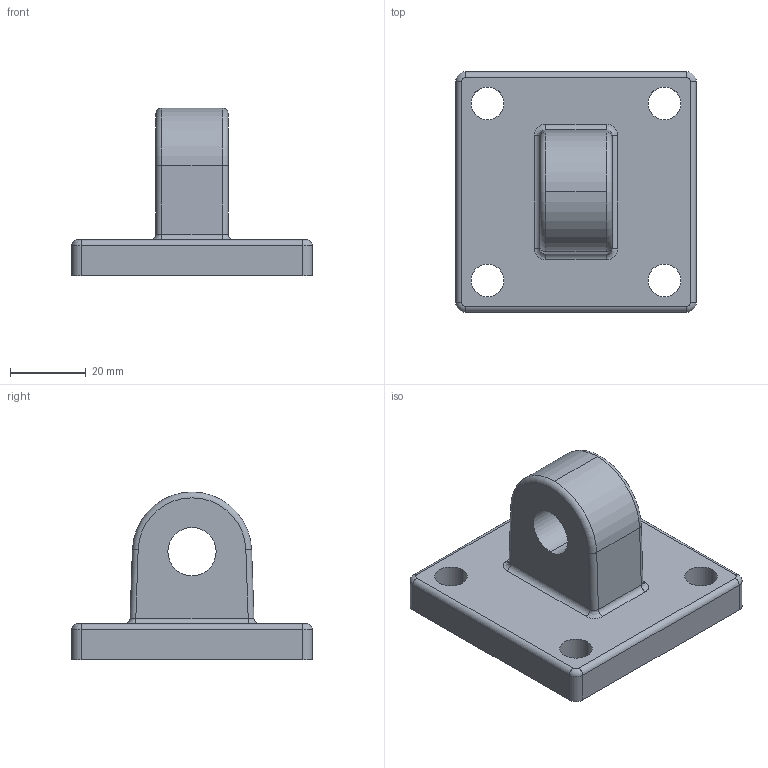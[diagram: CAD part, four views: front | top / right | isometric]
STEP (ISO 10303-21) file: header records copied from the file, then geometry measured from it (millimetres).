
FILE_DESCRIPTION (( 'STEP AP214' ), '1' );
FILE_NAME ('DPA-2.step', '2019-04-18T16:39:08', ( '' ), ( '' ), 'SwSTEP 2.0', 'SolidWorks 2018', '' );
FILE_SCHEMA (( 'AUTOMOTIVE_DESIGN' ));
Length unit declared in the file: inch
Products named in the file (1): DPA-2
Bounding box: 63.5 x 63.5 x 44.32 mm (x, y, z)
Volume: 52629.9 mm3; surface area: 14211.1 mm2
Topology: 1 solids, 1 shells, 48 faces, 115 edges, 70 vertices
Faces by surface type: cylinder 28, plane 10, torus 6, bspline 4
Entity records: 1557 total; most frequent: CARTESIAN_POINT 374, DIRECTION 255, ORIENTED_EDGE 230, EDGE_CURVE 115, AXIS2_PLACEMENT_3D 103, VERTEX_POINT 70, EDGE_LOOP 59, CIRCLE 58
